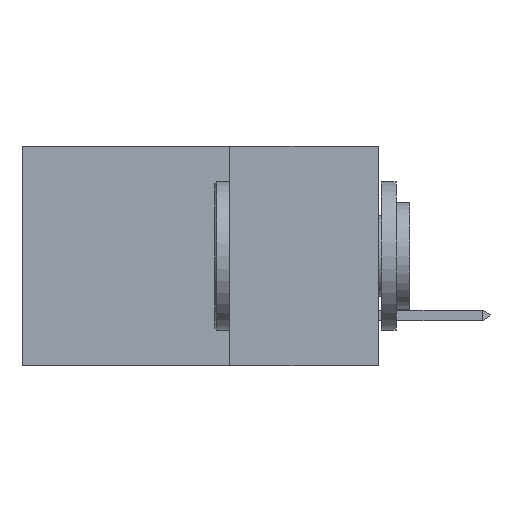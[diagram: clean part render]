
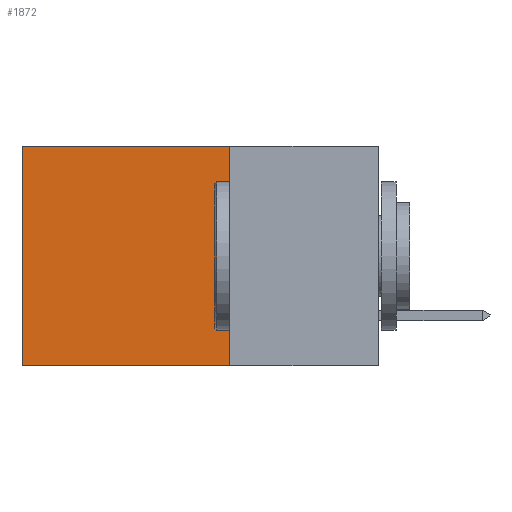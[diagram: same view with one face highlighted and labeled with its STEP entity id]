
A CAD part, left-side view. The second image highlights one B-rep face of the part: STEP entity #1872.
In plain terms, the highlighted planar face has unit normal (-1, 0, 0).
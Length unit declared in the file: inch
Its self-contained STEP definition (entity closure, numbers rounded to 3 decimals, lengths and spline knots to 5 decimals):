
#6 = VERTEX_POINT ( 'NONE', #5363 ) ;
#83 = VERTEX_POINT ( 'NONE', #156 ) ;
#156 = CARTESIAN_POINT ( 'NONE',  ( 0.2615, 0.25, 0. ) ) ;
#173 = VECTOR ( 'NONE', #3920, 39.37008 ) ;
#647 = CARTESIAN_POINT ( 'NONE',  ( 0.2615, 0.25, -0.37 ) ) ;
#1314 = EDGE_CURVE ( 'NONE', #6, #5871, #3860, .T. ) ;
#1422 = CARTESIAN_POINT ( 'NONE',  ( 0.2615, 0.25, -0.37 ) ) ;
#1644 = DIRECTION ( 'NONE',  ( 1., 0., 0. ) ) ;
#1755 = EDGE_CURVE ( 'NONE', #6039, #5871, #7444, .T. ) ;
#1872 = ADVANCED_FACE ( 'NONE', ( #9288 ), #6656, .F. ) ;
#1991 = CARTESIAN_POINT ( 'NONE',  ( 0.2615, 0.25, 0. ) ) ;
#2440 = ORIENTED_EDGE ( 'NONE', *, *, #10735, .T. ) ;
#3121 = EDGE_LOOP ( 'NONE', ( #5042, #8733, #6825, #2440 ) ) ;
#3169 = LINE ( 'NONE', #647, #8435 ) ;
#3860 = LINE ( 'NONE', #7458, #173 ) ;
#3920 = DIRECTION ( 'NONE',  ( 0., 0., -1. ) ) ;
#3971 = CARTESIAN_POINT ( 'NONE',  ( 0.2615, 0.25, -0.37 ) ) ;
#5042 = ORIENTED_EDGE ( 'NONE', *, *, #1314, .T. ) ;
#5061 = VECTOR ( 'NONE', #6436, 39.37008 ) ;
#5363 = CARTESIAN_POINT ( 'NONE',  ( 0.2615, 0.6, 0. ) ) ;
#5611 = LINE ( 'NONE', #1991, #10651 ) ;
#5871 = VERTEX_POINT ( 'NONE', #10692 ) ;
#6039 = VERTEX_POINT ( 'NONE', #3971 ) ;
#6043 = EDGE_CURVE ( 'NONE', #83, #6039, #3169, .T. ) ;
#6436 = DIRECTION ( 'NONE',  ( 0., 1., 0. ) ) ;
#6656 = PLANE ( 'NONE',  #9356 ) ;
#6825 = ORIENTED_EDGE ( 'NONE', *, *, #6043, .F. ) ;
#7444 = LINE ( 'NONE', #1422, #5061 ) ;
#7458 = CARTESIAN_POINT ( 'NONE',  ( 0.2615, 0.6, -0.37 ) ) ;
#8435 = VECTOR ( 'NONE', #9135, 39.37008 ) ;
#8564 = DIRECTION ( 'NONE',  ( 0., 0., -1. ) ) ;
#8733 = ORIENTED_EDGE ( 'NONE', *, *, #1755, .F. ) ;
#9135 = DIRECTION ( 'NONE',  ( 0., 0., -1. ) ) ;
#9288 = FACE_OUTER_BOUND ( 'NONE', #3121, .T. ) ;
#9347 = CARTESIAN_POINT ( 'NONE',  ( 0.2615, 0.25, -0.37 ) ) ;
#9356 = AXIS2_PLACEMENT_3D ( 'NONE', #9347, #1644, #8564 ) ;
#9799 = DIRECTION ( 'NONE',  ( 0., 1., 0. ) ) ;
#10651 = VECTOR ( 'NONE', #9799, 39.37008 ) ;
#10692 = CARTESIAN_POINT ( 'NONE',  ( 0.2615, 0.6, -0.37 ) ) ;
#10735 = EDGE_CURVE ( 'NONE', #83, #6, #5611, .T. ) ;
